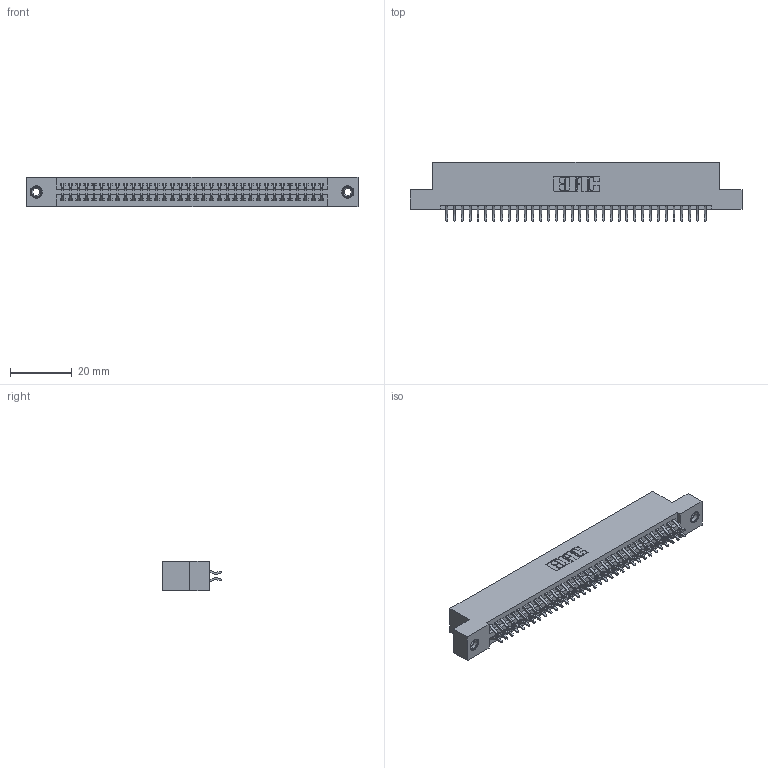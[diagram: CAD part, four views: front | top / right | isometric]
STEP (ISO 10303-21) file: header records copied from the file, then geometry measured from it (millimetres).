
FILE_DESCRIPTION (( 'STEP AP203' ), '1' );
FILE_NAME ('345-068-556-208.STEP', '2018-09-30T14:28:18', ( '' ), ( '' ), 'SwSTEP 2.0', 'SolidWorks 2016', '' );
FILE_SCHEMA (( 'CONFIG_CONTROL_DESIGN' ));
Length unit declared in the file: inch
Products named in the file (4): 345-068-556-208; 345 Part_Flush Mounting Lugs - 0.156 Dia-TI; 345-292-001_556 Tail; 345-250-001_345-250-003-102
Assembly tree (71 placements, depth 2):
  345-068-556-208
    345 Part_Flush Mounting Lugs - 0.156 Dia-TI
    345-292-001_556 Tail  x68
    345-250-001_345-250-003-102  x2
Bounding box: 107.57 x 19.24 x 9.4 mm (x, y, z)
Volume: 10365.9 mm3; surface area: 15121.5 mm2
Topology: 71 solids, 71 shells, 3994 faces, 11833 edges, 7790 vertices
Faces by surface type: plane 2628, cylinder 1350, cone 12, torus 4
Entity records: 29160 total; most frequent: CARTESIAN_POINT 4891, ORIENTED_EDGE 4806, DIRECTION 4337, EDGE_CURVE 2403, VECTOR 2107, LINE 2107, VERTEX_POINT 1596, AXIS2_PLACEMENT_3D 1115
